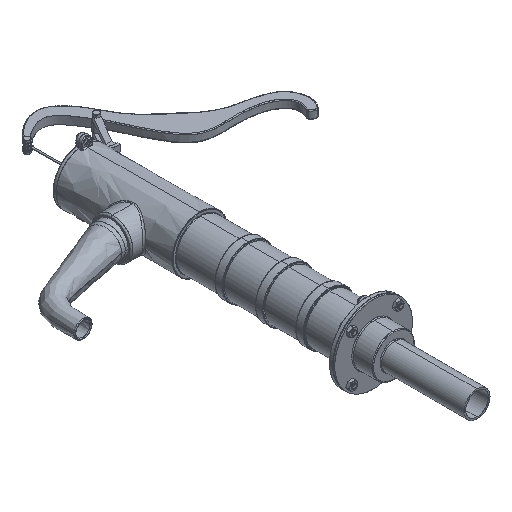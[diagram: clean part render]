
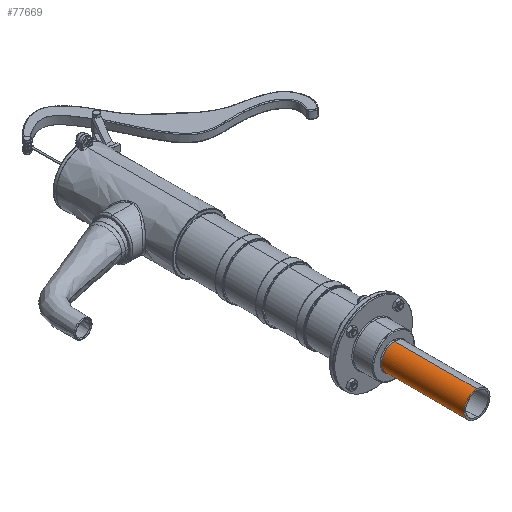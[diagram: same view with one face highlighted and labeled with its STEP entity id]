
A CAD part, isometric view. The second image highlights one B-rep face of the part: STEP entity #77669.
In plain terms, the highlighted free-form (B-spline) face has degree [2, 1] with [5, 2] control points.
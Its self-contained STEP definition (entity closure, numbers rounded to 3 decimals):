
#77669 = ADVANCED_FACE('',(#77670),#77706,.T.);
#77670 = FACE_BOUND('',#77671,.T.);
#77671 = EDGE_LOOP('',(#77672,#77684,#77691,#77701));
#77672 = ORIENTED_EDGE('',*,*,#77673,.F.);
#77673 = EDGE_CURVE('',#77674,#77676,#77678,.T.);
#77674 = VERTEX_POINT('',#77675);
#77675 = CARTESIAN_POINT('',(0.,-975.525,
    -109.456));
#77676 = VERTEX_POINT('',#77677);
#77677 = CARTESIAN_POINT('',(0.,-975.525,
    109.456));
#77678 = ( BOUNDED_CURVE() B_SPLINE_CURVE(2,(#77679,#77680,#77681,#77682
,#77683),.UNSPECIFIED.,.F.,.F.) B_SPLINE_CURVE_WITH_KNOTS((3,2,3),(0.,
1.571,3.142),.PIECEWISE_BEZIER_KNOTS.) CURVE() 
GEOMETRIC_REPRESENTATION_ITEM() RATIONAL_B_SPLINE_CURVE((1.,
0.707,1.,0.707,1.)) REPRESENTATION_ITEM('') );
#77679 = CARTESIAN_POINT('',(0.,-975.525,
    -109.456));
#77680 = CARTESIAN_POINT('',(-109.456,-975.525,
    -109.456));
#77681 = CARTESIAN_POINT('',(-109.456,-975.525,
    0.));
#77682 = CARTESIAN_POINT('',(-109.456,-975.525,
    109.456));
#77683 = CARTESIAN_POINT('',(0.,-975.525,
    109.456));
#77684 = ORIENTED_EDGE('',*,*,#77685,.F.);
#77685 = EDGE_CURVE('',#77686,#77674,#77688,.T.);
#77686 = VERTEX_POINT('',#77687);
#77687 = CARTESIAN_POINT('',(0.,-277.744,
    -109.456));
#77688 = B_SPLINE_CURVE_WITH_KNOTS('',1,(#77689,#77690),.UNSPECIFIED.,
  .F.,.F.,(2,2),(0.,510.),.PIECEWISE_BEZIER_KNOTS.);
#77689 = CARTESIAN_POINT('',(0.,-277.744,-109.456));
#77690 = CARTESIAN_POINT('',(0.,-975.525,-109.456));
#77691 = ORIENTED_EDGE('',*,*,#77692,.F.);
#77692 = EDGE_CURVE('',#77693,#77686,#77695,.T.);
#77693 = VERTEX_POINT('',#77694);
#77694 = CARTESIAN_POINT('',(0.,-277.744,109.456));
#77695 = ( BOUNDED_CURVE() B_SPLINE_CURVE(2,(#77696,#77697,#77698,#77699
,#77700),.UNSPECIFIED.,.F.,.F.) B_SPLINE_CURVE_WITH_KNOTS((3,2,3),(
    0.,1.571,3.142),
.PIECEWISE_BEZIER_KNOTS.) CURVE() GEOMETRIC_REPRESENTATION_ITEM() 
RATIONAL_B_SPLINE_CURVE((1.,0.707,1.,0.707,1.)) 
REPRESENTATION_ITEM('') );
#77696 = CARTESIAN_POINT('',(0.,-277.744,109.456));
#77697 = CARTESIAN_POINT('',(-109.456,-277.744,
    109.456));
#77698 = CARTESIAN_POINT('',(-109.456,-277.744,
    0.));
#77699 = CARTESIAN_POINT('',(-109.456,-277.744,
    -109.456));
#77700 = CARTESIAN_POINT('',(0.,-277.744,
    -109.456));
#77701 = ORIENTED_EDGE('',*,*,#77702,.F.);
#77702 = EDGE_CURVE('',#77676,#77693,#77703,.T.);
#77703 = B_SPLINE_CURVE_WITH_KNOTS('',1,(#77704,#77705),.UNSPECIFIED.,
  .F.,.F.,(2,2),(0.,510.),.PIECEWISE_BEZIER_KNOTS.);
#77704 = CARTESIAN_POINT('',(0.,-975.525,109.456));
#77705 = CARTESIAN_POINT('',(0.,-277.744,109.456));
#77706 = ( BOUNDED_SURFACE() B_SPLINE_SURFACE(2,1,(
    (#77707,#77708)
    ,(#77709,#77710)
    ,(#77711,#77712)
    ,(#77713,#77714)
    ,(#77715,#77716
)),.UNSPECIFIED.,.F.,.F.,.F.) B_SPLINE_SURFACE_WITH_KNOTS((3,2,3),(2,2),
  (0.,1.571,3.142),(0.,510.),.PIECEWISE_BEZIER_KNOTS.) 
GEOMETRIC_REPRESENTATION_ITEM() RATIONAL_B_SPLINE_SURFACE((
    (1.,1.)
    ,(0.707,0.707)
    ,(1.,1.)
    ,(0.707,0.707)
,(1.,1.))) REPRESENTATION_ITEM('') SURFACE() );
#77707 = CARTESIAN_POINT('',(0.,-277.744,
    -109.456));
#77708 = CARTESIAN_POINT('',(0.,-975.525,
    -109.456));
#77709 = CARTESIAN_POINT('',(-109.456,-277.744,
    -109.456));
#77710 = CARTESIAN_POINT('',(-109.456,-975.525,
    -109.456));
#77711 = CARTESIAN_POINT('',(-109.456,-277.744,
    0.));
#77712 = CARTESIAN_POINT('',(-109.456,-975.525,
    0.));
#77713 = CARTESIAN_POINT('',(-109.456,-277.744,
    109.456));
#77714 = CARTESIAN_POINT('',(-109.456,-975.525,
    109.456));
#77715 = CARTESIAN_POINT('',(0.,-277.744,
    109.456));
#77716 = CARTESIAN_POINT('',(0.,-975.525,
    109.456));
